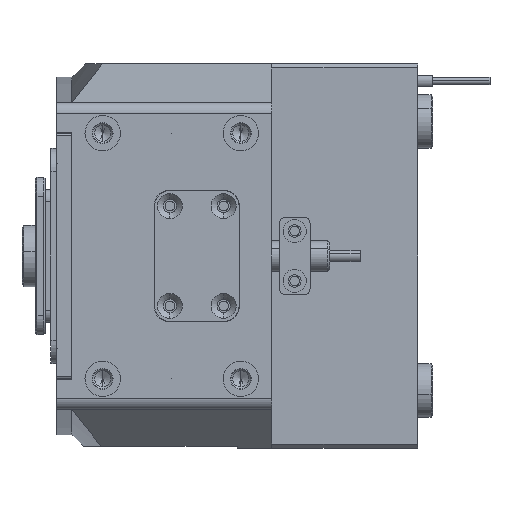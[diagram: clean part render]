
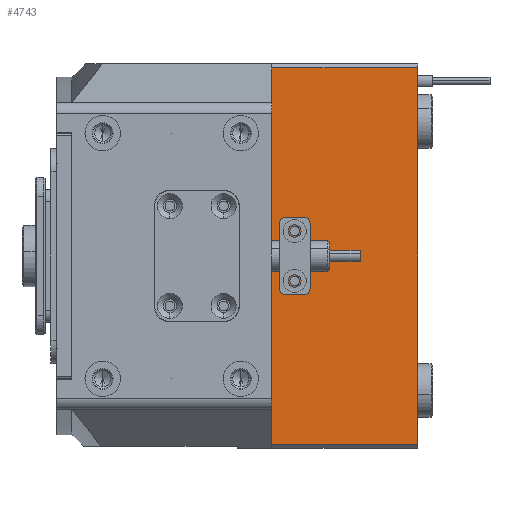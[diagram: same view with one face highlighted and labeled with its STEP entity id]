
A CAD part, left-side view. The second image highlights one B-rep face of the part: STEP entity #4743.
In plain terms, the highlighted planar face has unit normal (-1, 0, 0).
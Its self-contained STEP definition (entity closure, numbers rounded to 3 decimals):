
#350 = EDGE_LOOP ( 'NONE', ( #7782, #44821, #47776, #50338 ) ) ;
#647 = FACE_BOUND ( 'NONE', #16030, .T. ) ;
#1053 = CARTESIAN_POINT ( 'NONE',  ( -78., -53.5, 50. ) ) ;
#1458 = CIRCLE ( 'NONE', #9797, 1.25 ) ;
#1977 = DIRECTION ( 'NONE',  ( 0., 0., -1. ) ) ;
#2539 = CARTESIAN_POINT ( 'NONE',  ( -78., -53.5, 49. ) ) ;
#3525 = CARTESIAN_POINT ( 'NONE',  ( -78., -21.5, -6.5 ) ) ;
#3593 = CARTESIAN_POINT ( 'NONE',  ( -78., -53.5, -49. ) ) ;
#3697 = ORIENTED_EDGE ( 'NONE', *, *, #35166, .F. ) ;
#3897 = DIRECTION ( 'NONE',  ( 0., -1., 0. ) ) ;
#4019 = LINE ( 'NONE', #1053, #22319 ) ;
#4743 = ADVANCED_FACE ( 'NONE', ( #23138, #647, #41406 ), #48131, .F. ) ;
#5120 = CARTESIAN_POINT ( 'NONE',  ( -78., -21.5, 5.25 ) ) ;
#5264 = ORIENTED_EDGE ( 'NONE', *, *, #18179, .F. ) ;
#6826 = CARTESIAN_POINT ( 'NONE',  ( -78., -15.5, -49. ) ) ;
#6925 = CARTESIAN_POINT ( 'NONE',  ( -78., -15.5, 49. ) ) ;
#7782 = ORIENTED_EDGE ( 'NONE', *, *, #17998, .T. ) ;
#8080 = AXIS2_PLACEMENT_3D ( 'NONE', #28358, #43732, #39608 ) ;
#9340 = CARTESIAN_POINT ( 'NONE',  ( -78., -53.5, 50. ) ) ;
#9602 = DIRECTION ( 'NONE',  ( 0., 0., 1. ) ) ;
#9797 = AXIS2_PLACEMENT_3D ( 'NONE', #50043, #11078, #34356 ) ;
#10264 = VERTEX_POINT ( 'NONE', #6925 ) ;
#11013 = CARTESIAN_POINT ( 'NONE',  ( -78., -15.5, 50. ) ) ;
#11078 = DIRECTION ( 'NONE',  ( -1., 0., 0. ) ) ;
#11112 = LINE ( 'NONE', #27201, #18469 ) ;
#11149 = VERTEX_POINT ( 'NONE', #3593 ) ;
#11239 = EDGE_CURVE ( 'NONE', #14111, #11149, #4019, .T. ) ;
#11395 = LINE ( 'NONE', #2539, #45500 ) ;
#11741 = DIRECTION ( 'NONE',  ( 0., 0., 1. ) ) ;
#11820 = CIRCLE ( 'NONE', #24416, 1.25 ) ;
#13584 = DIRECTION ( 'NONE',  ( 0., 0., -1. ) ) ;
#14111 = VERTEX_POINT ( 'NONE', #37488 ) ;
#15899 = EDGE_LOOP ( 'NONE', ( #40862, #3697 ) ) ;
#16030 = EDGE_LOOP ( 'NONE', ( #20180, #5264 ) ) ;
#16935 = CARTESIAN_POINT ( 'NONE',  ( -78., -21.5, 6.5 ) ) ;
#17998 = EDGE_CURVE ( 'NONE', #10264, #49399, #48590, .T. ) ;
#18179 = EDGE_CURVE ( 'NONE', #36608, #26266, #22956, .T. ) ;
#18469 = VECTOR ( 'NONE', #3897, 1000. ) ;
#20180 = ORIENTED_EDGE ( 'NONE', *, *, #34967, .F. ) ;
#21402 = AXIS2_PLACEMENT_3D ( 'NONE', #3525, #42198, #11741 ) ;
#22260 = EDGE_CURVE ( 'NONE', #49399, #11149, #11112, .T. ) ;
#22319 = VECTOR ( 'NONE', #28234, 1000. ) ;
#22956 = CIRCLE ( 'NONE', #8080, 1.25 ) ;
#22987 = CARTESIAN_POINT ( 'NONE',  ( -78., -21.5, -5.25 ) ) ;
#23138 = FACE_BOUND ( 'NONE', #15899, .T. ) ;
#23482 = CARTESIAN_POINT ( 'NONE',  ( -78., -21.5, 7.75 ) ) ;
#24416 = AXIS2_PLACEMENT_3D ( 'NONE', #16935, #25023, #9602 ) ;
#25023 = DIRECTION ( 'NONE',  ( -1., 0., 0. ) ) ;
#26266 = VERTEX_POINT ( 'NONE', #23482 ) ;
#27201 = CARTESIAN_POINT ( 'NONE',  ( -78., -53.5, -49. ) ) ;
#28234 = DIRECTION ( 'NONE',  ( 0., 0., -1. ) ) ;
#28358 = CARTESIAN_POINT ( 'NONE',  ( -78., -21.5, 6.5 ) ) ;
#28859 = DIRECTION ( 'NONE',  ( 1., 0., 0. ) ) ;
#32238 = CIRCLE ( 'NONE', #21402, 1.25 ) ;
#34356 = DIRECTION ( 'NONE',  ( 0., 0., 1. ) ) ;
#34967 = EDGE_CURVE ( 'NONE', #26266, #36608, #11820, .T. ) ;
#35166 = EDGE_CURVE ( 'NONE', #42351, #39588, #1458, .T. ) ;
#36608 = VERTEX_POINT ( 'NONE', #5120 ) ;
#37488 = CARTESIAN_POINT ( 'NONE',  ( -78., -53.5, 49. ) ) ;
#38187 = VECTOR ( 'NONE', #1977, 1000. ) ;
#39588 = VERTEX_POINT ( 'NONE', #22987 ) ;
#39608 = DIRECTION ( 'NONE',  ( 0., 0., 1. ) ) ;
#40579 = AXIS2_PLACEMENT_3D ( 'NONE', #9340, #28859, #13584 ) ;
#40862 = ORIENTED_EDGE ( 'NONE', *, *, #42666, .F. ) ;
#41406 = FACE_OUTER_BOUND ( 'NONE', #350, .T. ) ;
#42198 = DIRECTION ( 'NONE',  ( -1., 0., 0. ) ) ;
#42351 = VERTEX_POINT ( 'NONE', #43091 ) ;
#42666 = EDGE_CURVE ( 'NONE', #39588, #42351, #32238, .T. ) ;
#43091 = CARTESIAN_POINT ( 'NONE',  ( -78., -21.5, -7.75 ) ) ;
#43732 = DIRECTION ( 'NONE',  ( -1., 0., 0. ) ) ;
#44796 = EDGE_CURVE ( 'NONE', #14111, #10264, #11395, .T. ) ;
#44821 = ORIENTED_EDGE ( 'NONE', *, *, #22260, .T. ) ;
#44988 = DIRECTION ( 'NONE',  ( 0., 1., 0. ) ) ;
#45500 = VECTOR ( 'NONE', #44988, 1000. ) ;
#47776 = ORIENTED_EDGE ( 'NONE', *, *, #11239, .F. ) ;
#48131 = PLANE ( 'NONE',  #40579 ) ;
#48590 = LINE ( 'NONE', #11013, #38187 ) ;
#49399 = VERTEX_POINT ( 'NONE', #6826 ) ;
#50043 = CARTESIAN_POINT ( 'NONE',  ( -78., -21.5, -6.5 ) ) ;
#50338 = ORIENTED_EDGE ( 'NONE', *, *, #44796, .T. ) ;
